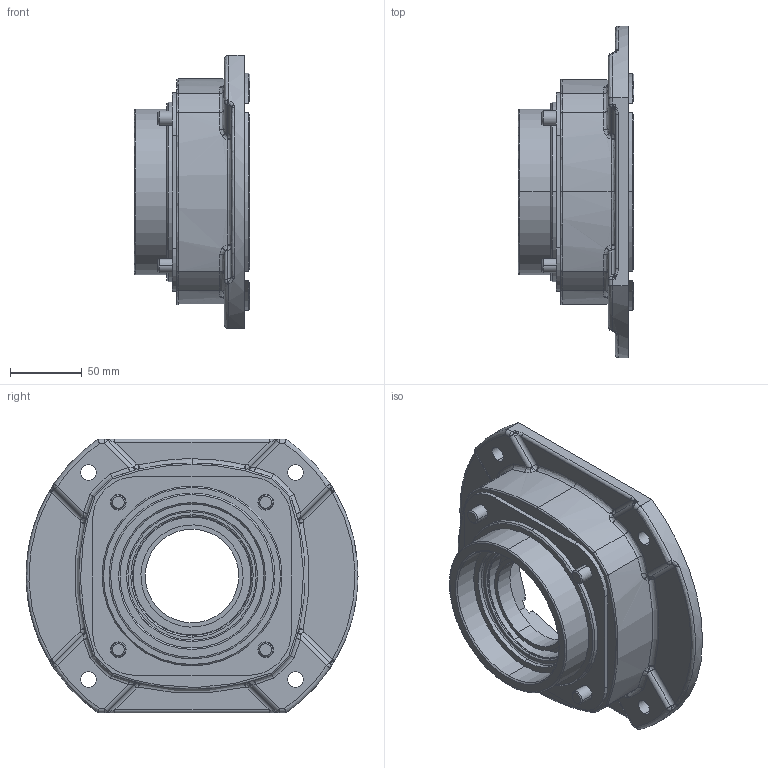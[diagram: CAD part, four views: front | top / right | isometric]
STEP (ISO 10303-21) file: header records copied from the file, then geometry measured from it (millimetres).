
FILE_DESCRIPTION (( 'STEP AP203' ), '1' );
FILE_NAME ('WGSS-262-OF.step', '2022-12-08T20:04:22', ( '' ), ( '' ), 'SwSTEP 2.0', 'SolidWorks 2021', '' );
FILE_SCHEMA (( 'CONFIG_CONTROL_DESIGN' ));
Length unit declared in the file: millimetre
Products named in the file (1): WGSS-262-OF
Bounding box: 80.34 x 230.63 x 190 mm (x, y, z)
Volume: 616922.6 mm3; surface area: 172486.9 mm2
Topology: 7 solids, 7 shells, 360 faces, 854 edges, 495 vertices
Faces by surface type: bspline 141, cylinder 110, plane 77, cone 32
Entity records: 15618 total; most frequent: CARTESIAN_POINT 8167, ORIENTED_EDGE 1648, DIRECTION 1394, EDGE_CURVE 824, AXIS2_PLACEMENT_3D 581, VERTEX_POINT 495, EDGE_LOOP 399, CIRCLE 361
